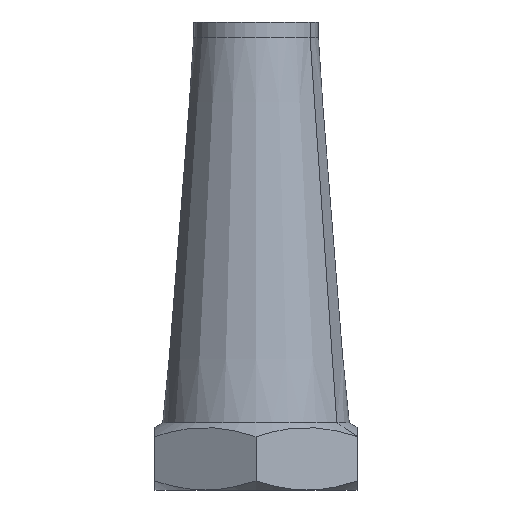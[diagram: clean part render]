
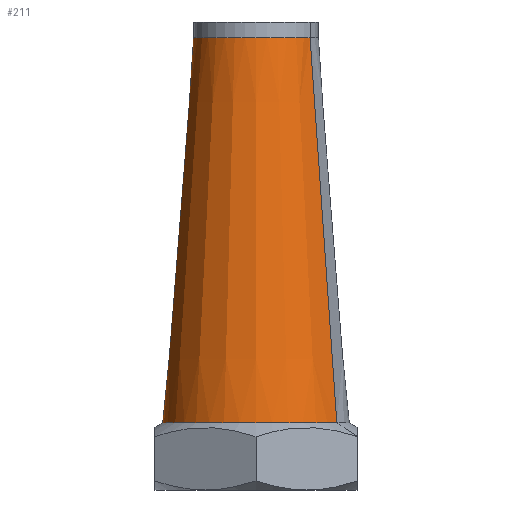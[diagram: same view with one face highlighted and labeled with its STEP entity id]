
A CAD part, front view. The second image highlights one B-rep face of the part: STEP entity #211.
In plain terms, the highlighted conical face has half-angle 4.583 degrees and reference radius 5.98 mm.
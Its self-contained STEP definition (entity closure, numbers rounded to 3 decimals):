
#3 = DIRECTION ( 'NONE',  ( 0., 0., -1. ) ) ;
#10 = VERTEX_POINT ( 'NONE', #552 ) ;
#19 = ORIENTED_EDGE ( 'NONE', *, *, #276, .T. ) ;
#20 = CARTESIAN_POINT ( 'NONE',  ( 0., 0., 4.3 ) ) ;
#27 = DIRECTION ( 'NONE',  ( 0., 0., -1. ) ) ;
#56 = CONICAL_SURFACE ( 'NONE', #256, 5.98, 0.08 ) ;
#75 = LINE ( 'NONE', #499, #448 ) ;
#112 = AXIS2_PLACEMENT_3D ( 'NONE', #20, #261, #133 ) ;
#117 = VERTEX_POINT ( 'NONE', #546 ) ;
#132 = EDGE_CURVE ( 'NONE', #117, #649, #75, .T. ) ;
#133 = DIRECTION ( 'NONE',  ( 0.866, -0.5, 0. ) ) ;
#158 = CIRCLE ( 'NONE', #696, 4. ) ;
#211 = ADVANCED_FACE ( 'NONE', ( #541 ), #56, .T. ) ;
#221 = ORIENTED_EDGE ( 'NONE', *, *, #132, .F. ) ;
#229 = VERTEX_POINT ( 'NONE', #682 ) ;
#249 = CARTESIAN_POINT ( 'NONE',  ( 0., 0., 4.3 ) ) ;
#256 = AXIS2_PLACEMENT_3D ( 'NONE', #249, #3, #489 ) ;
#261 = DIRECTION ( 'NONE',  ( 0., 0., -1. ) ) ;
#276 = EDGE_CURVE ( 'NONE', #117, #10, #158, .T. ) ;
#323 = CARTESIAN_POINT ( 'NONE',  ( 5.179, -2.99, 4.3 ) ) ;
#388 = CARTESIAN_POINT ( 'NONE',  ( -5.179, 2.99, 4.3 ) ) ;
#397 = EDGE_LOOP ( 'NONE', ( #19, #520, #577, #221 ) ) ;
#410 = CIRCLE ( 'NONE', #112, 5.98 ) ;
#448 = VECTOR ( 'NONE', #506, 1000. ) ;
#469 = LINE ( 'NONE', #388, #524 ) ;
#489 = DIRECTION ( 'NONE',  ( 0.866, -0.5, 0. ) ) ;
#499 = CARTESIAN_POINT ( 'NONE',  ( 5.179, -2.99, 4.3 ) ) ;
#501 = EDGE_CURVE ( 'NONE', #10, #229, #469, .T. ) ;
#506 = DIRECTION ( 'NONE',  ( 0.069, -0.04, -0.997 ) ) ;
#520 = ORIENTED_EDGE ( 'NONE', *, *, #501, .T. ) ;
#524 = VECTOR ( 'NONE', #671, 1000. ) ;
#541 = FACE_OUTER_BOUND ( 'NONE', #397, .T. ) ;
#546 = CARTESIAN_POINT ( 'NONE',  ( 3.464, -2., 29. ) ) ;
#552 = CARTESIAN_POINT ( 'NONE',  ( -3.464, 2., 29. ) ) ;
#577 = ORIENTED_EDGE ( 'NONE', *, *, #739, .F. ) ;
#649 = VERTEX_POINT ( 'NONE', #323 ) ;
#664 = CARTESIAN_POINT ( 'NONE',  ( 0., 0., 29. ) ) ;
#671 = DIRECTION ( 'NONE',  ( -0.069, 0.04, -0.997 ) ) ;
#682 = CARTESIAN_POINT ( 'NONE',  ( -5.179, 2.99, 4.3 ) ) ;
#696 = AXIS2_PLACEMENT_3D ( 'NONE', #664, #27, #771 ) ;
#739 = EDGE_CURVE ( 'NONE', #649, #229, #410, .T. ) ;
#771 = DIRECTION ( 'NONE',  ( 0.866, -0.5, 0. ) ) ;
